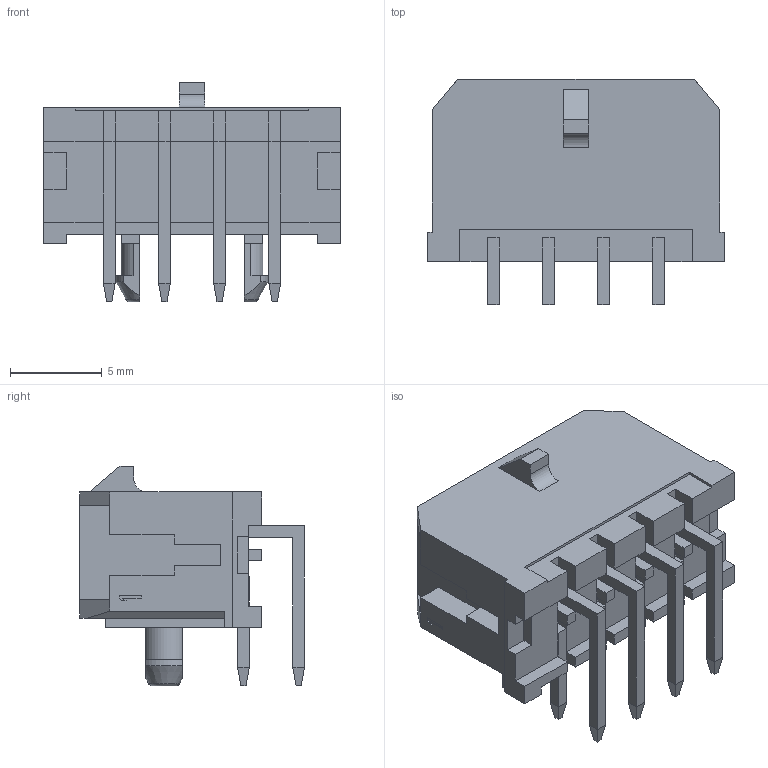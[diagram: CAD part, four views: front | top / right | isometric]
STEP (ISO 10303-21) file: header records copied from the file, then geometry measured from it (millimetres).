
FILE_DESCRIPTION(('FreeCAD Model'),'2;1');
FILE_NAME('1.step', '2020-01-09T09:27:41',('kicad StepUp'),('ksu MCAD'), 'Open CASCADE STEP processor 7.3','FreeCAD','Unknown');
FILE_SCHEMA(('AUTOMOTIVE_DESIGN { 1 0 10303 214 1 1 1 1 }'));
Length unit declared in the file: millimetre
Products named in the file (1): 1
Bounding box: 16.15 x 12.24 x 11.95 mm (x, y, z)
Volume: 675.9 mm3; surface area: 1554.6 mm2
Topology: 1 solids, 1 shells, 411 faces, 1036 edges, 647 vertices
Faces by surface type: plane 402, cylinder 5, torus 2, cone 2
Entity records: 11983 total; most frequent: CARTESIAN_POINT 2199, ORIENTED_EDGE 2072, DIRECTION 1856, EDGE_CURVE 1036, LINE 1000, VECTOR 1000, VERTEX_POINT 647, FACE_BOUND 431
